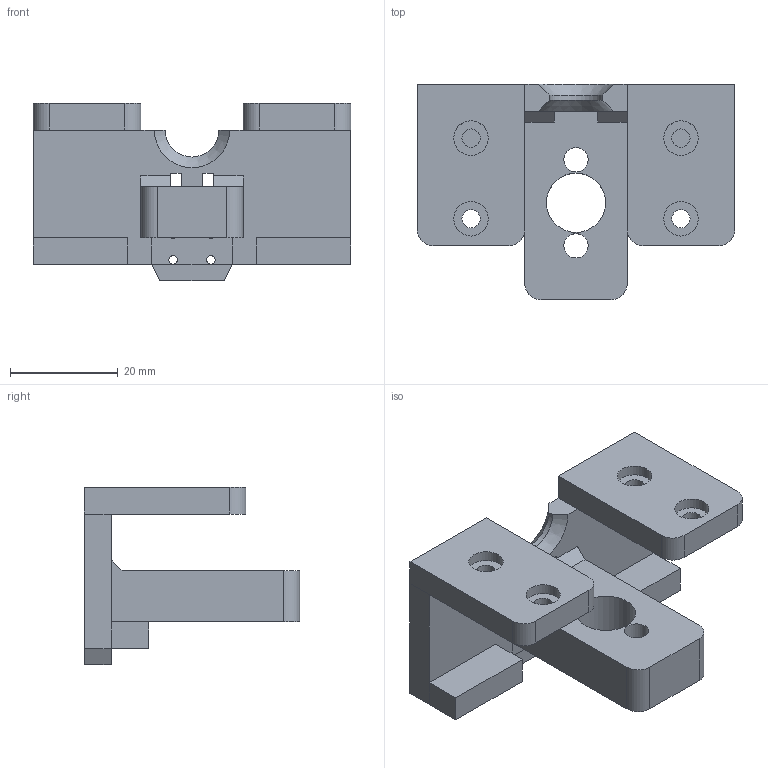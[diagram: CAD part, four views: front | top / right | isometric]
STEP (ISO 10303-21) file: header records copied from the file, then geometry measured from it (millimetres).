
FILE_DESCRIPTION(('FreeCAD Model'),'2;1');
FILE_NAME('Open CASCADE Shape Model','2025-06-01T21:11:22',(''),(''), 'Open CASCADE STEP processor 7.8','FreeCAD','Unknown');
FILE_SCHEMA(('AUTOMOTIVE_DESIGN { 1 0 10303 214 1 1 1 1 }'));
Length unit declared in the file: millimetre
Products named in the file (1): Z_reprap_screw
Bounding box: 59 x 40 x 33 mm (x, y, z)
Volume: 19127.7 mm3; surface area: 10048.5 mm2
Topology: 1 solids, 1 shells, 84 faces, 216 edges, 138 vertices
Faces by surface type: plane 62, cylinder 20, cone 2
Full cylindrical faces by diameter (mm): 1.6 x2, 3.4 x4, 4.5 x2, 6.4 x4, 11 x1
Entity records: 2588 total; most frequent: CARTESIAN_POINT 439, DIRECTION 432, ORIENTED_EDGE 432, EDGE_CURVE 216, LINE 170, VECTOR 170, VERTEX_POINT 138, AXIS2_PLACEMENT_3D 131
